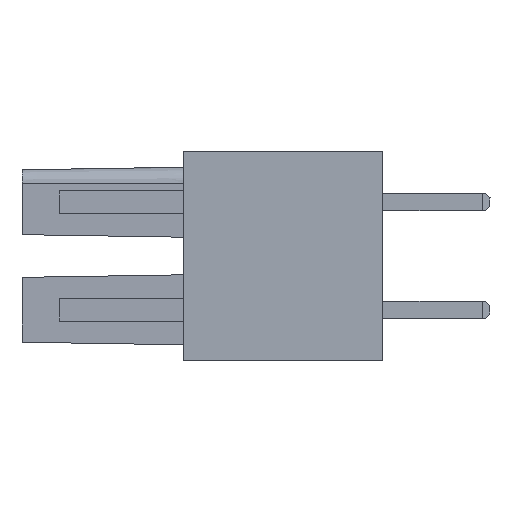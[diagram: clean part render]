
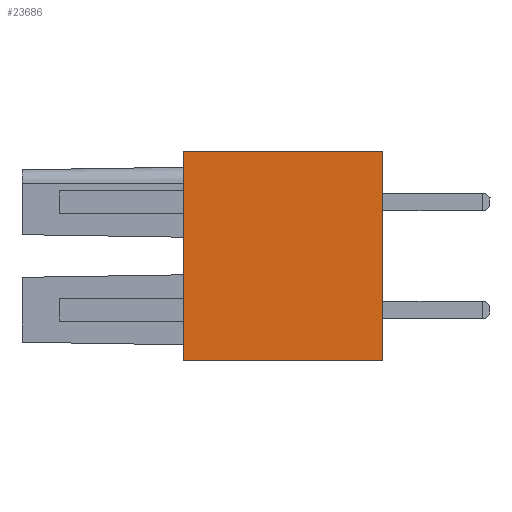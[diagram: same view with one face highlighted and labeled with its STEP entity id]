
A CAD part, left-side view. The second image highlights one B-rep face of the part: STEP entity #23686.
In plain terms, the highlighted planar face has unit normal (-1, 0, 0).
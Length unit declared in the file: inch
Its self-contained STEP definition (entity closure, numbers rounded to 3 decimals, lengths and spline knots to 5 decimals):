
#2166=ORIENTED_EDGE('',*,*,#8761,.T.);
#2167=ORIENTED_EDGE('',*,*,#8700,.F.);
#2168=ORIENTED_EDGE('',*,*,#8431,.F.);
#2169=ORIENTED_EDGE('',*,*,#8694,.T.);
#8431=EDGE_CURVE('',#11671,#11672,#14191,.T.);
#8694=EDGE_CURVE('',#11671,#11914,#14414,.T.);
#8700=EDGE_CURVE('',#11672,#11918,#14420,.T.);
#8761=EDGE_CURVE('',#11914,#11918,#14481,.T.);
#11671=VERTEX_POINT('',#34557);
#11672=VERTEX_POINT('',#34559);
#11914=VERTEX_POINT('',#35064);
#11918=VERTEX_POINT('',#35076);
#14191=LINE('',#34558,#17591);
#14414=LINE('',#35065,#17814);
#14420=LINE('',#35075,#17820);
#14481=LINE('',#35177,#17881);
#17591=VECTOR('',#27684,39.37008);
#17814=VECTOR('',#27989,39.37008);
#17820=VECTOR('',#27997,39.37008);
#17881=VECTOR('',#28060,39.37008);
#19994=EDGE_LOOP('',(#2166,#2167,#2168,#2169));
#21318=FACE_BOUND('',#19994,.T.);
#22522=PLANE('',#24997);
#23686=ADVANCED_FACE('',(#21318),#22522,.F.);
#24997=AXIS2_PLACEMENT_3D('',#35238,#28141,#28142);
#27684=DIRECTION('',(0.,0.,1.));
#27989=DIRECTION('',(0.,-1.,0.));
#27997=DIRECTION('',(0.,-1.,0.));
#28060=DIRECTION('',(0.,0.,1.));
#28141=DIRECTION('',(1.,0.,0.));
#28142=DIRECTION('',(0.,0.,-1.));
#34557=CARTESIAN_POINT('',(-1.0075,0.185,-0.0975));
#34558=CARTESIAN_POINT('',(-1.0075,0.185,-0.0975));
#34559=CARTESIAN_POINT('',(-1.0075,0.185,0.0975));
#35064=CARTESIAN_POINT('',(-1.0075,0.,-0.0975));
#35065=CARTESIAN_POINT('',(-1.0075,0.185,-0.0975));
#35075=CARTESIAN_POINT('',(-1.0075,0.185,0.0975));
#35076=CARTESIAN_POINT('',(-1.0075,0.,0.0975));
#35177=CARTESIAN_POINT('',(-1.0075,0.,-0.0975));
#35238=CARTESIAN_POINT('',(-1.0075,0.185,-0.0975));
